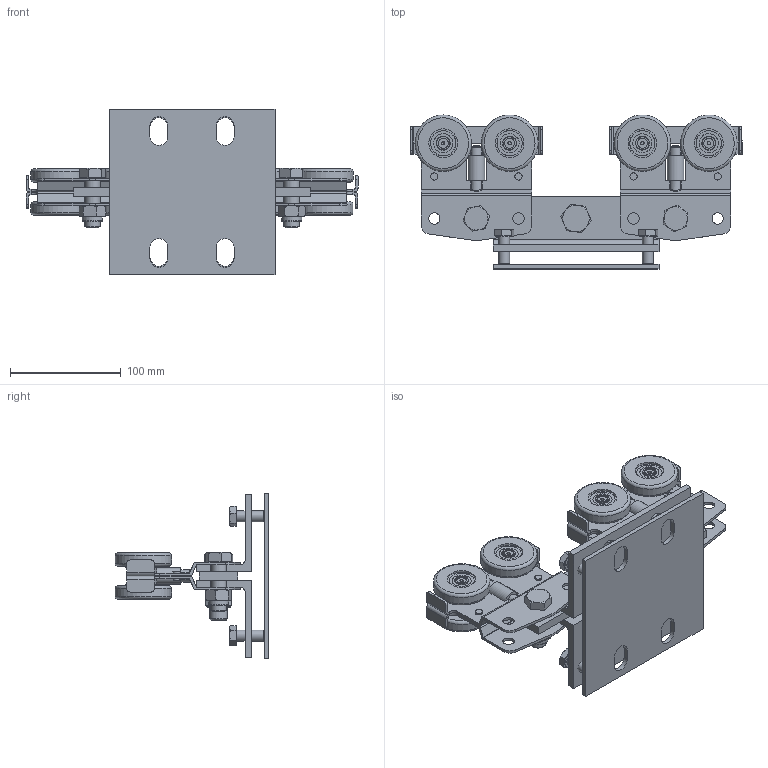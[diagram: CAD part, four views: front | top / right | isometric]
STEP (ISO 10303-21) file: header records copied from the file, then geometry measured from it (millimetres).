
FILE_DESCRIPTION(/* description */ (''),/* implementation_level */ '2;1');
FILE_NAME(/* name */ '9958S.stp',/* time_stamp */ '2019-08-14T12:28:24+02:00',/* author */ ('Marc'),/* organization */ (''),/* preprocessor_version */ 'ST-DEVELOPER v17.2',/* originating_system */ 'Autodesk Inventor 2019',/* authorisation */ '');
FILE_SCHEMA (('AUTOMOTIVE_DESIGN { 1 0 10303 214 3 1 1 }'));
Length unit declared in the file: millimetre
Products named in the file (25): 9958S; 17958; GALB51S; 18246; 09118; DIN 625 T1 - 6001 - 12 x 28 x 8; 09118-JOUE; 09105 NF E 22-165 - 28x1.2; 17975; 17975_1; 17975_2; 17975_3; 15645; 17436; 17969; 18294; 18802; 16068; 04604; 04606; 06030; 04525; 06027; 18293; 15873
Assembly tree (54 placements, depth 4):
  9958S
    17958  x4
    GALB51S  x8
      18246
      09118
        DIN 625 T1 - 6001 - 12 x 28 x 8
        09118-JOUE  x2
      09105 NF E 22-165 - 28x1.2
    17975
    17975_1
    17975_2
    17975_3
    15645  x4
    17436  x2
    17969  x2
    18294
    18802
    16068  x8
    04606  x2
    04604
    06030  x2
    04525  x4
    06027
    18293  x2
    15873  x2
Bounding box: 300 x 139 x 150 mm (x, y, z)
Volume: 710558.2 mm3; surface area: 366987.9 mm2
Topology: 144 solids, 144 shells, 1279 faces, 3366 edges, 2304 vertices
Faces by surface type: cylinder 465, plane 465, torus 192, cone 61, sphere 56, bspline 40
Full cylindrical faces by diameter (mm): 1 x4, 2 x16, 4 x2, 4.9 x4, 5.1 x8, 6 x4, 6.2 x2, 6.5 x4, 8.376 x4, 9 x4, 10 x4, 10.2 x8, 11.835 x2, 11.9 x4, 12 x8, 12.2 x16, 13.835 x1, 14 x2, 14.2 x6, 14.63 x4, 15 x6, 16 x1, 16.2 x3, 17.216 x32, 18 x8, 18.249 x2, 19.37 x2, 20.713 x1, 22.49 x1, 22.784 x32
Entity records: 13044 total; most frequent: CARTESIAN_POINT 2867, DIRECTION 2102, ORIENTED_EDGE 1792, EDGE_CURVE 896, AXIS2_PLACEMENT_3D 868, VERTEX_POINT 637, EDGE_LOOP 461, CIRCLE 438
